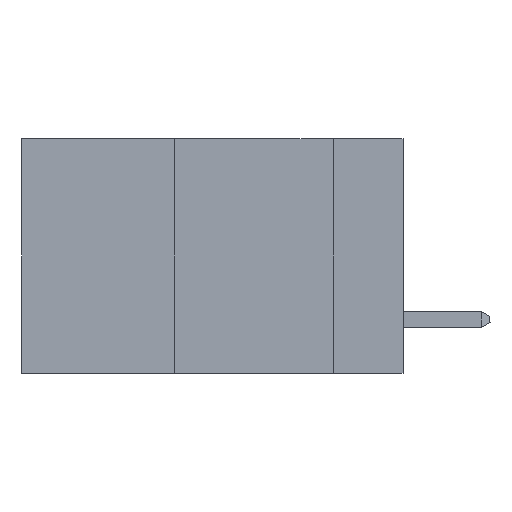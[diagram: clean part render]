
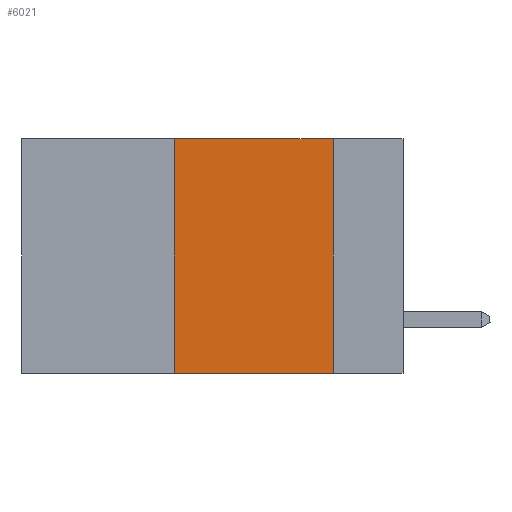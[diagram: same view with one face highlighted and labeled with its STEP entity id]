
A CAD part, left-side view. The second image highlights one B-rep face of the part: STEP entity #6021.
In plain terms, the highlighted planar face has unit normal (-1, 0, 0).
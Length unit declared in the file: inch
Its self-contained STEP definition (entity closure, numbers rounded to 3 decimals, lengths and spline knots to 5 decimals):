
#86 = VECTOR ( 'NONE', #7351, 39.37008 ) ;
#540 = CARTESIAN_POINT ( 'NONE',  ( 0., 0.6, 0. ) ) ;
#1233 = CARTESIAN_POINT ( 'NONE',  ( 0., 0.11, 0. ) ) ;
#1327 = FACE_OUTER_BOUND ( 'NONE', #2709, .T. ) ;
#1435 = AXIS2_PLACEMENT_3D ( 'NONE', #9975, #12084, #5654 ) ;
#1813 = ORIENTED_EDGE ( 'NONE', *, *, #8557, .T. ) ;
#1924 = VERTEX_POINT ( 'NONE', #5925 ) ;
#2709 = EDGE_LOOP ( 'NONE', ( #10168, #4903, #2940, #1813 ) ) ;
#2940 = ORIENTED_EDGE ( 'NONE', *, *, #3618, .F. ) ;
#2989 = EDGE_CURVE ( 'NONE', #10198, #13034, #8574, .T. ) ;
#3031 = DIRECTION ( 'NONE',  ( 0., -1., 0. ) ) ;
#3357 = CARTESIAN_POINT ( 'NONE',  ( 0., 0.11, 0. ) ) ;
#3492 = PLANE ( 'NONE',  #1435 ) ;
#3618 = EDGE_CURVE ( 'NONE', #4938, #1924, #13777, .T. ) ;
#3882 = VECTOR ( 'NONE', #8914, 39.37008 ) ;
#4101 = CARTESIAN_POINT ( 'NONE',  ( 0., 0.6, -0.37 ) ) ;
#4769 = LINE ( 'NONE', #4101, #10619 ) ;
#4903 = ORIENTED_EDGE ( 'NONE', *, *, #10174, .F. ) ;
#4938 = VERTEX_POINT ( 'NONE', #7447 ) ;
#5654 = DIRECTION ( 'NONE',  ( 0., 0., -1. ) ) ;
#5925 = CARTESIAN_POINT ( 'NONE',  ( 0., 0.36, 0. ) ) ;
#6021 = ADVANCED_FACE ( 'NONE', ( #1327 ), #3492, .F. ) ;
#7351 = DIRECTION ( 'NONE',  ( 0., 0., 1. ) ) ;
#7447 = CARTESIAN_POINT ( 'NONE',  ( 0., 0.36, -0.37 ) ) ;
#8045 = CARTESIAN_POINT ( 'NONE',  ( 0., 0.11, -0.37 ) ) ;
#8557 = EDGE_CURVE ( 'NONE', #4938, #13034, #4769, .T. ) ;
#8574 = LINE ( 'NONE', #1233, #12127 ) ;
#8786 = DIRECTION ( 'NONE',  ( 0., 0., -1. ) ) ;
#8914 = DIRECTION ( 'NONE',  ( 0., -1., 0. ) ) ;
#9582 = LINE ( 'NONE', #540, #3882 ) ;
#9975 = CARTESIAN_POINT ( 'NONE',  ( 0., 0.6, 0. ) ) ;
#10168 = ORIENTED_EDGE ( 'NONE', *, *, #2989, .F. ) ;
#10174 = EDGE_CURVE ( 'NONE', #1924, #10198, #9582, .T. ) ;
#10198 = VERTEX_POINT ( 'NONE', #3357 ) ;
#10588 = CARTESIAN_POINT ( 'NONE',  ( 0., 0.36, 0. ) ) ;
#10619 = VECTOR ( 'NONE', #3031, 39.37008 ) ;
#12084 = DIRECTION ( 'NONE',  ( 1., 0., 0. ) ) ;
#12127 = VECTOR ( 'NONE', #8786, 39.37008 ) ;
#13034 = VERTEX_POINT ( 'NONE', #8045 ) ;
#13777 = LINE ( 'NONE', #10588, #86 ) ;
